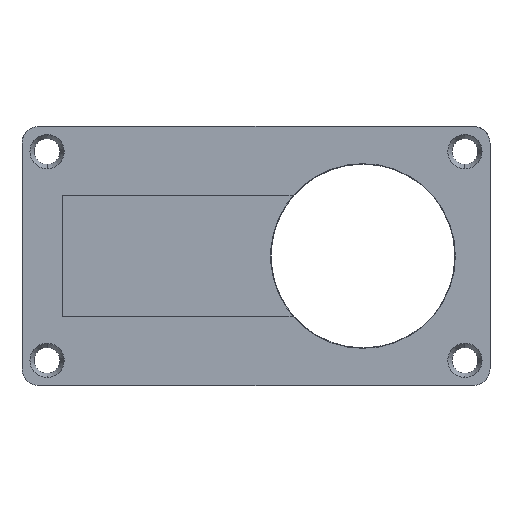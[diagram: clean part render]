
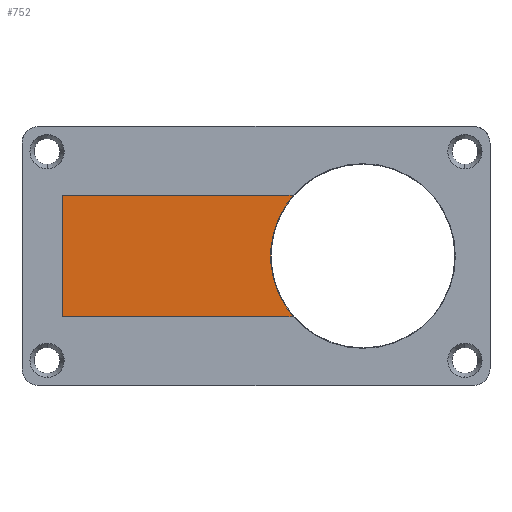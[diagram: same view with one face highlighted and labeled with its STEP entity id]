
A CAD part, left-side view. The second image highlights one B-rep face of the part: STEP entity #752.
In plain terms, the highlighted planar face has unit normal (-1, 0, 0).
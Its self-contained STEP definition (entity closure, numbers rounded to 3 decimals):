
#17 = VECTOR ( 'NONE', #1498, 1000. ) ;
#27 = CARTESIAN_POINT ( 'NONE',  ( 31.923, -13.469, 10.687 ) ) ;
#44 = ORIENTED_EDGE ( 'NONE', *, *, #1849, .T. ) ;
#56 = DIRECTION ( 'NONE',  ( 1., 0., 0. ) ) ;
#89 = VERTEX_POINT ( 'NONE', #2794 ) ;
#141 = CARTESIAN_POINT ( 'NONE',  ( 31.923, -11.449, -3.819 ) ) ;
#167 = EDGE_CURVE ( 'NONE', #2757, #835, #1107, .T. ) ;
#187 = FACE_OUTER_BOUND ( 'NONE', #1459, .T. ) ;
#218 = VERTEX_POINT ( 'NONE', #1257 ) ;
#232 = ORIENTED_EDGE ( 'NONE', *, *, #2940, .T. ) ;
#292 = CIRCLE ( 'NONE', #907, 2. ) ;
#308 = VERTEX_POINT ( 'NONE', #639 ) ;
#340 = VERTEX_POINT ( 'NONE', #2190 ) ;
#351 = VECTOR ( 'NONE', #2339, 1000. ) ;
#352 = ORIENTED_EDGE ( 'NONE', *, *, #1615, .F. ) ;
#360 = VERTEX_POINT ( 'NONE', #399 ) ;
#399 = CARTESIAN_POINT ( 'NONE',  ( 31.923, 14.197, 10.681 ) ) ;
#507 = DIRECTION ( 'NONE',  ( 0., -0.5, 0.866 ) ) ;
#524 = ORIENTED_EDGE ( 'NONE', *, *, #2050, .F. ) ;
#612 = LINE ( 'NONE', #1525, #2831 ) ;
#615 = CARTESIAN_POINT ( 'NONE',  ( 31.923, -13.321, 12.681 ) ) ;
#618 = EDGE_CURVE ( 'NONE', #218, #308, #2805, .T. ) ;
#627 = LINE ( 'NONE', #1743, #682 ) ;
#639 = CARTESIAN_POINT ( 'NONE',  ( 31.923, -11.42, 10.631 ) ) ;
#658 = EDGE_CURVE ( 'NONE', #1974, #2757, #680, .T. ) ;
#670 = LINE ( 'NONE', #2272, #821 ) ;
#680 = CIRCLE ( 'NONE', #1828, 2. ) ;
#682 = VECTOR ( 'NONE', #1543, 1000. ) ;
#689 = VERTEX_POINT ( 'NONE', #1026 ) ;
#702 = ORIENTED_EDGE ( 'NONE', *, *, #2397, .T. ) ;
#722 = CARTESIAN_POINT ( 'NONE',  ( 31.923, -8.158, 10.681 ) ) ;
#727 = ORIENTED_EDGE ( 'NONE', *, *, #618, .F. ) ;
#752 = ADVANCED_FACE ( 'NONE', ( #187 ), #1996, .T. ) ;
#790 = ORIENTED_EDGE ( 'NONE', *, *, #167, .T. ) ;
#804 = CARTESIAN_POINT ( 'NONE',  ( 31.923, 14.197, -3.819 ) ) ;
#806 = DIRECTION ( 'NONE',  ( 0., 1., 0. ) ) ;
#817 = VECTOR ( 'NONE', #898, 1000. ) ;
#821 = VECTOR ( 'NONE', #2449, 1000. ) ;
#835 = VERTEX_POINT ( 'NONE', #27 ) ;
#868 = AXIS2_PLACEMENT_3D ( 'NONE', #1494, #994, #2611 ) ;
#869 = VECTOR ( 'NONE', #1722, 1000. ) ;
#877 = CARTESIAN_POINT ( 'NONE',  ( 31.923, -11.42, -3.769 ) ) ;
#892 = VERTEX_POINT ( 'NONE', #722 ) ;
#898 = DIRECTION ( 'NONE',  ( 0., 1., 0. ) ) ;
#907 = AXIS2_PLACEMENT_3D ( 'NONE', #615, #2199, #1277 ) ;
#923 = ORIENTED_EDGE ( 'NONE', *, *, #2036, .F. ) ;
#963 = CARTESIAN_POINT ( 'NONE',  ( 31.923, -2.406, 10.631 ) ) ;
#994 = DIRECTION ( 'NONE',  ( 1., 0., 0. ) ) ;
#1026 = CARTESIAN_POINT ( 'NONE',  ( 31.923, 14.197, -3.819 ) ) ;
#1082 = LINE ( 'NONE', #2699, #1628 ) ;
#1107 = CIRCLE ( 'NONE', #868, 11.05 ) ;
#1199 = ORIENTED_EDGE ( 'NONE', *, *, #2010, .T. ) ;
#1241 = LINE ( 'NONE', #1945, #869 ) ;
#1257 = CARTESIAN_POINT ( 'NONE',  ( 31.923, -8.187, 10.631 ) ) ;
#1268 = DIRECTION ( 'NONE',  ( 0., 0., 1. ) ) ;
#1274 = CARTESIAN_POINT ( 'NONE',  ( 31.923, -13.321, -3.819 ) ) ;
#1277 = DIRECTION ( 'NONE',  ( 0., 0., 1. ) ) ;
#1289 = LINE ( 'NONE', #2676, #1402 ) ;
#1294 = DIRECTION ( 'NONE',  ( 0., 0.5, -0.866 ) ) ;
#1312 = DIRECTION ( 'NONE',  ( -1., 0., 0. ) ) ;
#1353 = CARTESIAN_POINT ( 'NONE',  ( 31.923, -2.406, -3.769 ) ) ;
#1402 = VECTOR ( 'NONE', #806, 1000. ) ;
#1406 = CARTESIAN_POINT ( 'NONE',  ( 31.923, -11.449, 10.681 ) ) ;
#1430 = CARTESIAN_POINT ( 'NONE',  ( 31.923, -13.321, -5.819 ) ) ;
#1450 = AXIS2_PLACEMENT_3D ( 'NONE', #2667, #1312, #1268 ) ;
#1459 = EDGE_LOOP ( 'NONE', ( #2000, #1931, #790, #44, #232, #2852, #727, #524, #2549, #1199, #702, #352, #2081, #923 ) ) ;
#1494 = CARTESIAN_POINT ( 'NONE',  ( 31.923, -21.803, 3.431 ) ) ;
#1498 = DIRECTION ( 'NONE',  ( 0., 0., -1. ) ) ;
#1525 = CARTESIAN_POINT ( 'NONE',  ( 31.923, -12.618, 2.956 ) ) ;
#1537 = EDGE_CURVE ( 'NONE', #1607, #1974, #2888, .T. ) ;
#1543 = DIRECTION ( 'NONE',  ( 0., 0.5, 0.866 ) ) ;
#1607 = VERTEX_POINT ( 'NONE', #141 ) ;
#1615 = EDGE_CURVE ( 'NONE', #340, #2464, #1082, .T. ) ;
#1628 = VECTOR ( 'NONE', #1294, 1000. ) ;
#1722 = DIRECTION ( 'NONE',  ( 0., -1., 0. ) ) ;
#1743 = CARTESIAN_POINT ( 'NONE',  ( 31.923, -8.807, 0.756 ) ) ;
#1784 = VECTOR ( 'NONE', #507, 1000. ) ;
#1828 = AXIS2_PLACEMENT_3D ( 'NONE', #1430, #56, #2117 ) ;
#1845 = LINE ( 'NONE', #1353, #817 ) ;
#1849 = EDGE_CURVE ( 'NONE', #835, #89, #292, .T. ) ;
#1931 = ORIENTED_EDGE ( 'NONE', *, *, #658, .T. ) ;
#1945 = CARTESIAN_POINT ( 'NONE',  ( 31.923, 14.197, -3.819 ) ) ;
#1953 = CARTESIAN_POINT ( 'NONE',  ( 31.923, 14.197, -3.819 ) ) ;
#1974 = VERTEX_POINT ( 'NONE', #1274 ) ;
#1996 = PLANE ( 'NONE',  #1450 ) ;
#2000 = ORIENTED_EDGE ( 'NONE', *, *, #1537, .T. ) ;
#2010 = EDGE_CURVE ( 'NONE', #360, #689, #2674, .T. ) ;
#2036 = EDGE_CURVE ( 'NONE', #1607, #2554, #627, .T. ) ;
#2050 = EDGE_CURVE ( 'NONE', #892, #218, #612, .T. ) ;
#2081 = ORIENTED_EDGE ( 'NONE', *, *, #2746, .F. ) ;
#2090 = CARTESIAN_POINT ( 'NONE',  ( 31.923, -3.29, -3.45 ) ) ;
#2117 = DIRECTION ( 'NONE',  ( 0., 0., 1. ) ) ;
#2160 = EDGE_CURVE ( 'NONE', #892, #360, #670, .T. ) ;
#2190 = CARTESIAN_POINT ( 'NONE',  ( 31.923, -8.187, -3.769 ) ) ;
#2199 = DIRECTION ( 'NONE',  ( 1., 0., 0. ) ) ;
#2272 = CARTESIAN_POINT ( 'NONE',  ( 31.923, 14.197, 10.681 ) ) ;
#2290 = CARTESIAN_POINT ( 'NONE',  ( 31.923, -13.469, -3.824 ) ) ;
#2334 = VERTEX_POINT ( 'NONE', #1406 ) ;
#2337 = EDGE_CURVE ( 'NONE', #308, #2334, #2780, .T. ) ;
#2339 = DIRECTION ( 'NONE',  ( 0., -1., 0. ) ) ;
#2397 = EDGE_CURVE ( 'NONE', #689, #2464, #1241, .T. ) ;
#2431 = DIRECTION ( 'NONE',  ( 0., -0.5, -0.866 ) ) ;
#2449 = DIRECTION ( 'NONE',  ( 0., 1., 0. ) ) ;
#2464 = VERTEX_POINT ( 'NONE', #2490 ) ;
#2490 = CARTESIAN_POINT ( 'NONE',  ( 31.923, -8.158, -3.819 ) ) ;
#2549 = ORIENTED_EDGE ( 'NONE', *, *, #2160, .T. ) ;
#2554 = VERTEX_POINT ( 'NONE', #877 ) ;
#2611 = DIRECTION ( 'NONE',  ( 0., 0., 1. ) ) ;
#2631 = VECTOR ( 'NONE', #2918, 1000. ) ;
#2667 = CARTESIAN_POINT ( 'NONE',  ( 31.923, -2.406, -2.94 ) ) ;
#2674 = LINE ( 'NONE', #804, #17 ) ;
#2676 = CARTESIAN_POINT ( 'NONE',  ( 31.923, 14.197, 10.681 ) ) ;
#2699 = CARTESIAN_POINT ( 'NONE',  ( 31.923, -7.1, -5.65 ) ) ;
#2746 = EDGE_CURVE ( 'NONE', #2554, #340, #1845, .T. ) ;
#2757 = VERTEX_POINT ( 'NONE', #2290 ) ;
#2780 = LINE ( 'NONE', #2090, #1784 ) ;
#2794 = CARTESIAN_POINT ( 'NONE',  ( 31.923, -13.321, 10.681 ) ) ;
#2805 = LINE ( 'NONE', #963, #351 ) ;
#2831 = VECTOR ( 'NONE', #2431, 1000. ) ;
#2852 = ORIENTED_EDGE ( 'NONE', *, *, #2337, .F. ) ;
#2888 = LINE ( 'NONE', #1953, #2631 ) ;
#2918 = DIRECTION ( 'NONE',  ( 0., -1., 0. ) ) ;
#2940 = EDGE_CURVE ( 'NONE', #89, #2334, #1289, .T. ) ;
